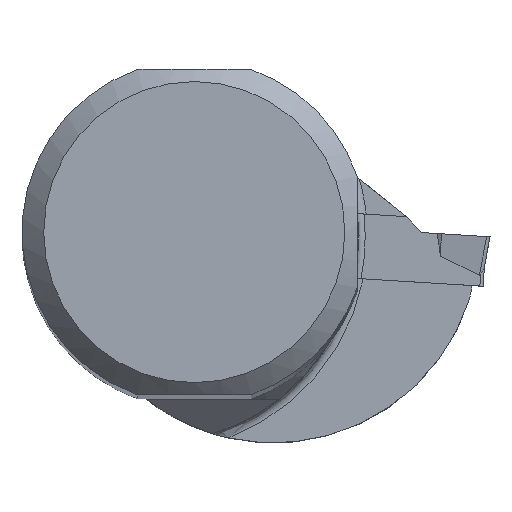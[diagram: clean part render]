
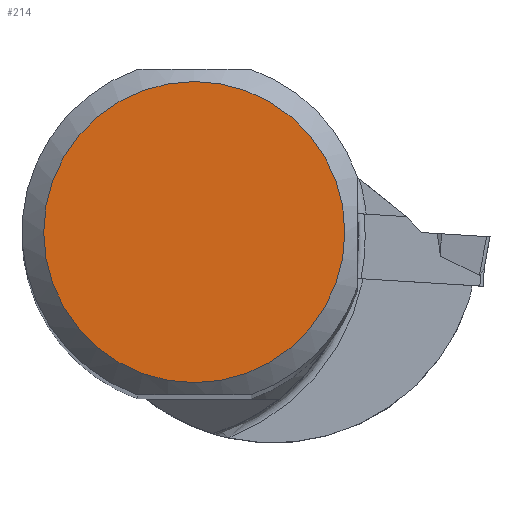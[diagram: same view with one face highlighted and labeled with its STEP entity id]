
A CAD part, top view. The second image highlights one B-rep face of the part: STEP entity #214.
In plain terms, the highlighted planar face has unit normal (0, 0, 1).
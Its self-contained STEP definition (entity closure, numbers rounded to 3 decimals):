
#176=CIRCLE('',#1567,13.875);
#214=ADVANCED_FACE('',(#319),#269,.F.);
#269=PLANE('',#1576);
#319=FACE_OUTER_BOUND('',#393,.T.);
#393=EDGE_LOOP('',(#677));
#677=ORIENTED_EDGE('',*,*,#1155,.T.);
#990=VERTEX_POINT('',#2345);
#1155=EDGE_CURVE('',#990,#990,#176,.T.);
#1567=AXIS2_PLACEMENT_3D('',#2344,#1778,#1779);
#1576=AXIS2_PLACEMENT_3D('',#2355,#1797,#1798);
#1778=DIRECTION('',(0.,0.,1.));
#1779=DIRECTION('',(0.,1.,0.));
#1797=DIRECTION('',(0.,0.,-1.));
#1798=DIRECTION('',(0.,1.,0.));
#2344=CARTESIAN_POINT('',(0.,0.,0.));
#2345=CARTESIAN_POINT('',(0.,13.875,0.));
#2355=CARTESIAN_POINT('',(0.,0.,0.));
